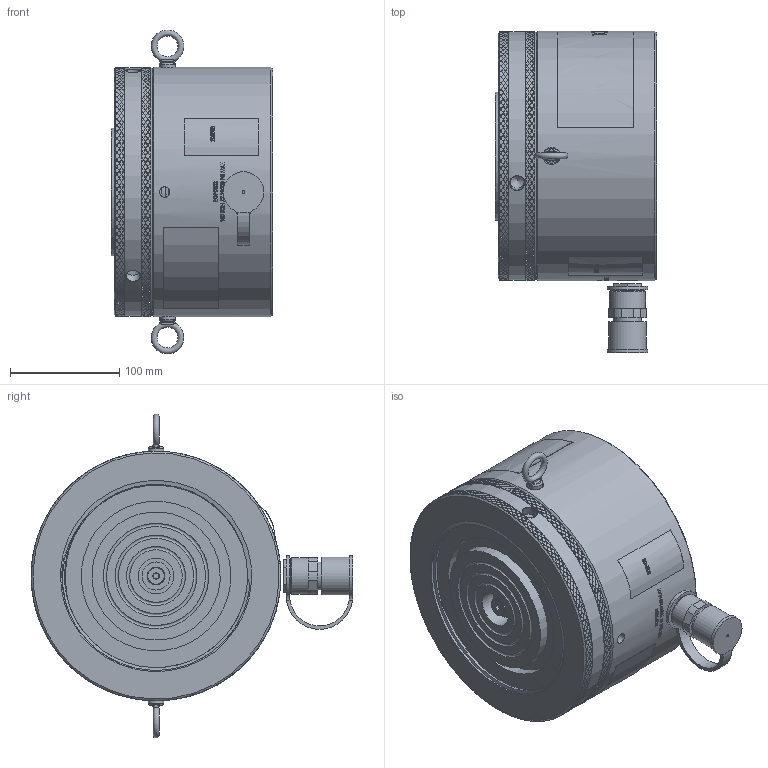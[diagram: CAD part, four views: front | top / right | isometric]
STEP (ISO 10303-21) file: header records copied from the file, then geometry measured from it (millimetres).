
FILE_DESCRIPTION (( 'STEP AP214' ), '1' );
FILE_NAME ('DER21014947 RGP1802.STEP', '2021-02-02T23:02:24', ( '' ), ( '' ), 'SwSTEP 2.0', 'SolidWorks 2018', '' );
FILE_SCHEMA (( 'AUTOMOTIVE_DESIGN' ));
Length unit declared in the file: inch
Products named in the file (1): DER21014947 RGP1802
Bounding box: 147.7 x 294.69 x 296.86 mm (x, y, z)
Surface area: 334851 mm2 (no closed solid volume)
Topology: 0 solids, 380 shells, 4264 faces, 15825 edges, 11691 vertices
Faces by surface type: bspline 2811, cylinder 1237, plane 178, cone 29, torus 9
Full cylindrical faces by diameter (mm): 2.159 x1, 9.525 x1, 13.208 x3, 14 x2, 15.875 x2, 16 x1, 25.4 x1, 32.918 x1, 33.147 x1, 34.544 x1, 117.602 x1, 137.16 x1, 227.889 x1, 228.6 x1
Entity records: 298685 total; most frequent: CARTESIAN_POINT 164411, ORIENTED_EDGE 21819, EDGE_CURVE 15766, VERTEX_POINT 11677, DIRECTION 5686, EDGE_LOOP 4384, FACE_OUTER_BOUND 4286, DIMENSIONAL_EXPONENTS 4266
